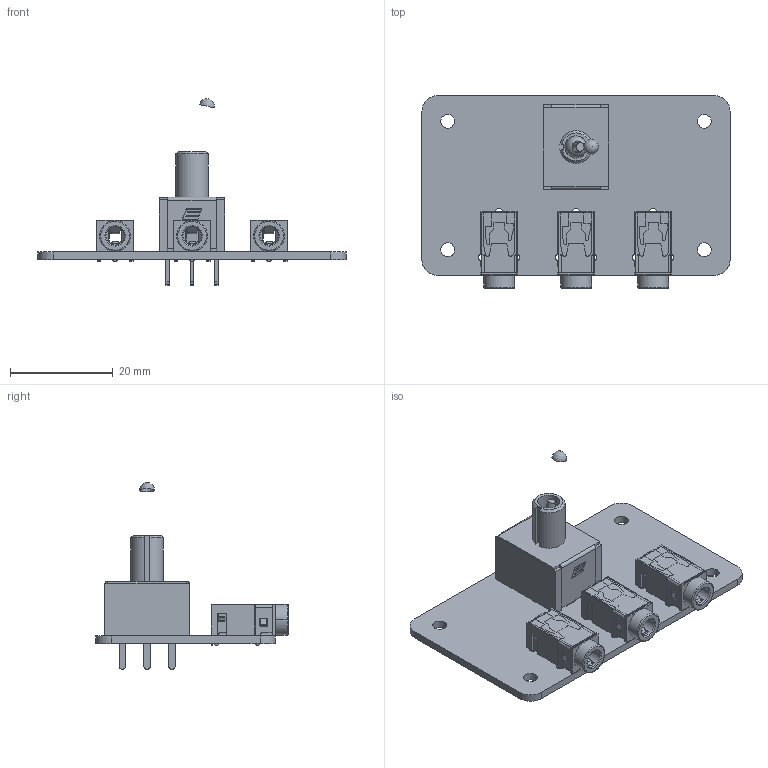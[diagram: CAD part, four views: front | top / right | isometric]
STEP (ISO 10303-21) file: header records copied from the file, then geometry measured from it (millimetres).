
FILE_DESCRIPTION(('KiCad electronic assembly'),'2;1');
FILE_NAME('audio_switch_CCA.step','2025-10-19T22:03:18',('Pcbnew'),( 'Kicad'),'Open CASCADE STEP processor 7.9','KiCad to STEP converter' ,'Unknown');
FILE_SCHEMA(('AUTOMOTIVE_DESIGN { 1 0 10303 214 1 1 1 1 }'));
Length unit declared in the file: millimetre
Products named in the file (9): audio_switch_CCA 1; 54-00174; 54-00174_housing; 54-00174_#1; 54-00174_#3; 54-00174_#2; 54-00174_#4; 1003PxT1B1M2xE; audio_switch_PCB
Assembly tree (10 placements, depth 3):
  audio_switch_CCA 1
    54-00174  x3
      54-00174_housing
      54-00174_#1
      54-00174_#3
      54-00174_#2
      54-00174_#4
    1003PxT1B1M2xE
    audio_switch_PCB
Bounding box: 60 x 37.49 x 36.32 mm (x, y, z)
Volume: 6698.5 mm3; surface area: 10692.1 mm2
Topology: 17 solids, 19 shells, 1871 faces, 5097 edges, 3204 vertices
Faces by surface type: plane 1245, cylinder 492, bspline 79, sphere 37, cone 18
Full cylindrical faces by diameter (mm): 1.2 x6, 1.5 x15, 1.65 x1, 1.85 x9, 2.7 x4, 4.35 x1
Entity records: 28876 total; most frequent: CARTESIAN_POINT 5624, ORIENTED_EDGE 4850, DIRECTION 4737, EDGE_CURVE 2425, LINE 1797, VECTOR 1797, VERTEX_POINT 1524, AXIS2_PLACEMENT_3D 1470
